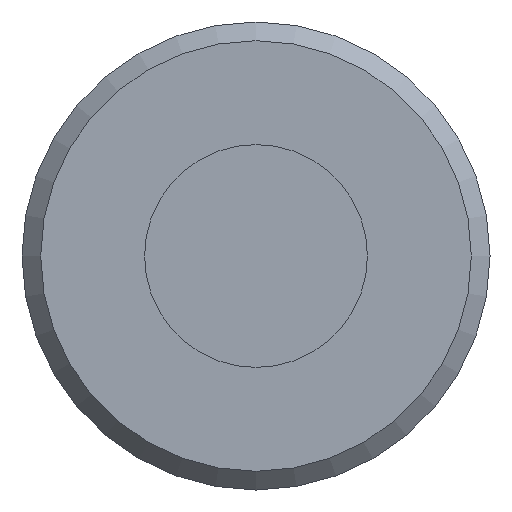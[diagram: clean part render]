
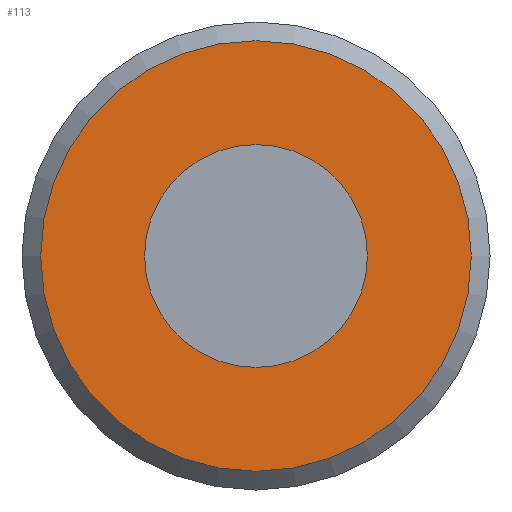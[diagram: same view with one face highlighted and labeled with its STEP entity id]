
A CAD part, front view. The second image highlights one B-rep face of the part: STEP entity #113.
In plain terms, the highlighted planar face has unit normal (0, -1, 0).
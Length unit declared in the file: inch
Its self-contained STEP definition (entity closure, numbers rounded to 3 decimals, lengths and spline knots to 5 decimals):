
#18 = DIRECTION ( 'NONE',  ( 0., 0., 1. ) ) ;
#21 = DIRECTION ( 'NONE',  ( 0., 0., -1. ) ) ;
#24 = EDGE_LOOP ( 'NONE', ( #152 ) ) ;
#41 = DIRECTION ( 'NONE',  ( 0., -1., 0. ) ) ;
#48 = FACE_BOUND ( 'NONE', #24, .T. ) ;
#56 = CARTESIAN_POINT ( 'NONE',  ( 0., -0.33465, 0.09055 ) ) ;
#75 = AXIS2_PLACEMENT_3D ( 'NONE', #76, #41, #142 ) ;
#76 = CARTESIAN_POINT ( 'NONE',  ( 0., -0.33465, 0. ) ) ;
#81 = EDGE_LOOP ( 'NONE', ( #115 ) ) ;
#94 = VERTEX_POINT ( 'NONE', #179 ) ;
#96 = CIRCLE ( 'NONE', #75, 0.09055 ) ;
#101 = PLANE ( 'NONE',  #202 ) ;
#108 = AXIS2_PLACEMENT_3D ( 'NONE', #118, #206, #21 ) ;
#113 = ADVANCED_FACE ( 'NONE', ( #48, #194 ), #101, .F. ) ;
#115 = ORIENTED_EDGE ( 'NONE', *, *, #177, .T. ) ;
#118 = CARTESIAN_POINT ( 'NONE',  ( 0., -0.33465, 0. ) ) ;
#137 = EDGE_CURVE ( 'NONE', #94, #94, #186, .T. ) ;
#142 = DIRECTION ( 'NONE',  ( 0., 0., 1. ) ) ;
#152 = ORIENTED_EDGE ( 'NONE', *, *, #137, .F. ) ;
#155 = CARTESIAN_POINT ( 'NONE',  ( 0., -0.33465, 0. ) ) ;
#160 = VERTEX_POINT ( 'NONE', #56 ) ;
#169 = DIRECTION ( 'NONE',  ( 0., 1., 0. ) ) ;
#177 = EDGE_CURVE ( 'NONE', #160, #160, #96, .T. ) ;
#179 = CARTESIAN_POINT ( 'NONE',  ( 0., -0.33465, -0.04687 ) ) ;
#186 = CIRCLE ( 'NONE', #108, 0.04687 ) ;
#194 = FACE_OUTER_BOUND ( 'NONE', #81, .T. ) ;
#202 = AXIS2_PLACEMENT_3D ( 'NONE', #155, #169, #18 ) ;
#206 = DIRECTION ( 'NONE',  ( 0., -1., 0. ) ) ;
